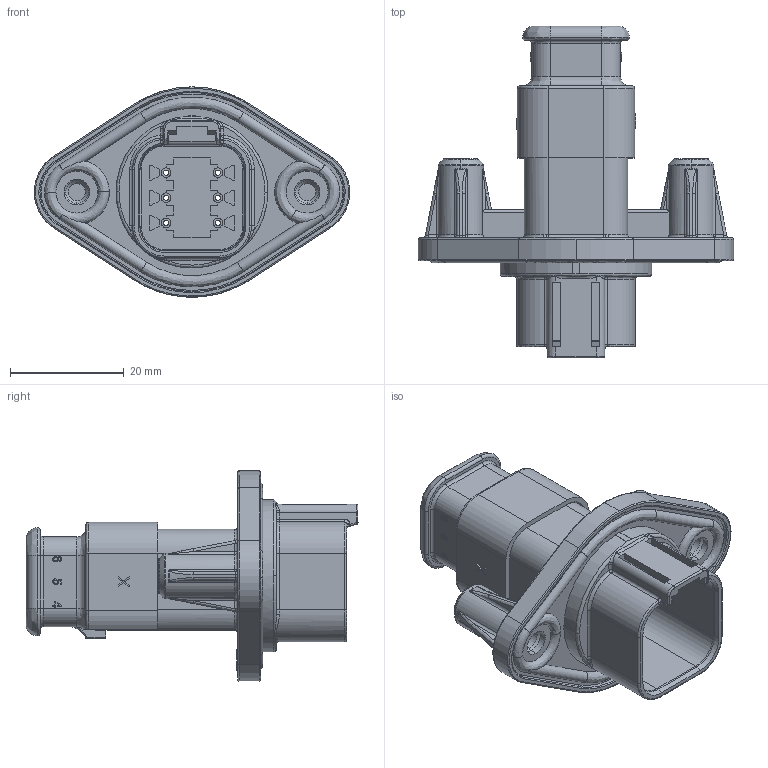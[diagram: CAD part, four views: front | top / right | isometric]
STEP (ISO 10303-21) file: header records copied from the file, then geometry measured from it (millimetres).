
FILE_DESCRIPTION (( 'STEP AP214' ), '1' );
FILE_NAME ('AT04-6P-PM16-Customer-Model.STEP', '2018-03-28T13:50:20', ( '' ), ( '' ), 'SwSTEP 2.0', 'SolidWorks 2017', '' );
FILE_SCHEMA (( 'AUTOMOTIVE_DESIGN' ));
Length unit declared in the file: millimetre
Products named in the file (1): AT04-6P-PM16-Customer-Model
Bounding box: 55.5 x 58.4 x 36.98 mm (x, y, z)
Volume: 17569.5 mm3; surface area: 14196.6 mm2
Topology: 1 solids, 26 shells, 2041 faces, 5401 edges, 3460 vertices
Faces by surface type: plane 1136, bspline 535, cylinder 331, cone 36, torus 3
Entity records: 76442 total; most frequent: CARTESIAN_POINT 29356, ORIENTED_EDGE 10722, DIRECTION 8252, EDGE_CURVE 5361, VECTOR 3460, VERTEX_POINT 3460, LINE 3460, AXIS2_PLACEMENT_3D 2396
